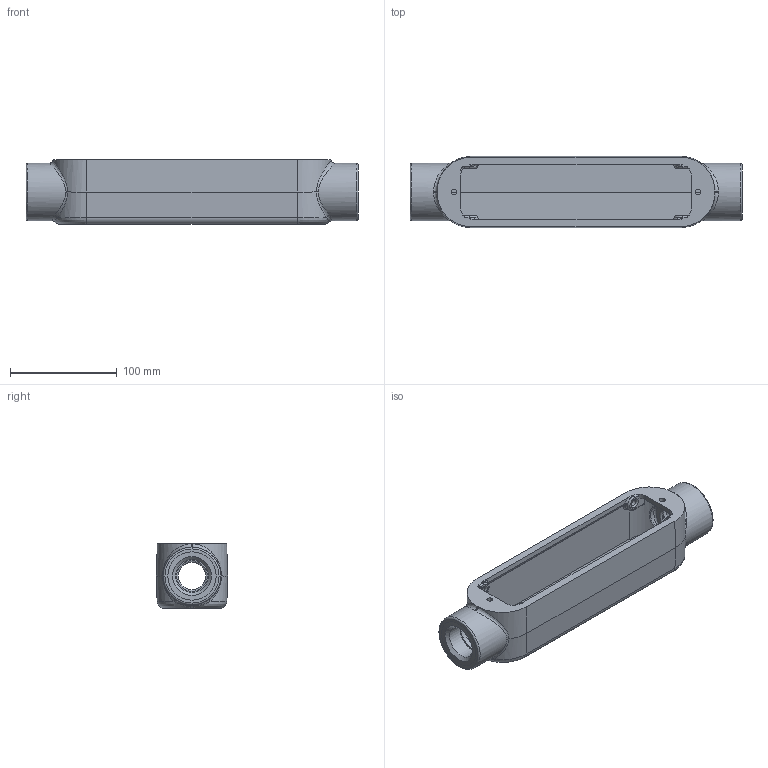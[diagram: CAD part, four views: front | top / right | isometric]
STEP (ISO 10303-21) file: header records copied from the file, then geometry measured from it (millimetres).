
FILE_DESCRIPTION(/* description */ (''),/* implementation_level */ '2;1');
FILE_NAME(/* name */ 'KIL_MOC-3.stp',/* time_stamp */ '2020-06-03T18:53:43+05:00',/* author */ ('lsugumaran'),/* organization */ (''),/* preprocessor_version */ 'ST-DEVELOPER v18',/* originating_system */ 'Autodesk Inventor 2020',/* authorisation */ '');
FILE_SCHEMA (('AUTOMOTIVE_DESIGN { 1 0 10303 214 3 1 1 }'));
Length unit declared in the file: inch
Products named in the file (1): 21278
Bounding box: 311.15 x 66.67 x 60.33 mm (x, y, z)
Volume: 317615.8 mm3; surface area: 117035.2 mm2
Topology: 1 solids, 1 shells, 240 faces, 612 edges, 363 vertices
Faces by surface type: bspline 73, cylinder 73, plane 48, torus 35, cone 6, sphere 5
Full cylindrical faces by diameter (mm): 5.319 x2, 6.35 x4, 25.73 x2, 30.505 x2, 33.553 x2, 53.975 x2
Entity records: 13646 total; most frequent: CARTESIAN_POINT 8126, ORIENTED_EDGE 1184, DIRECTION 1156, EDGE_CURVE 592, AXIS2_PLACEMENT_3D 500, VERTEX_POINT 363, CIRCLE 288, EDGE_LOOP 257
